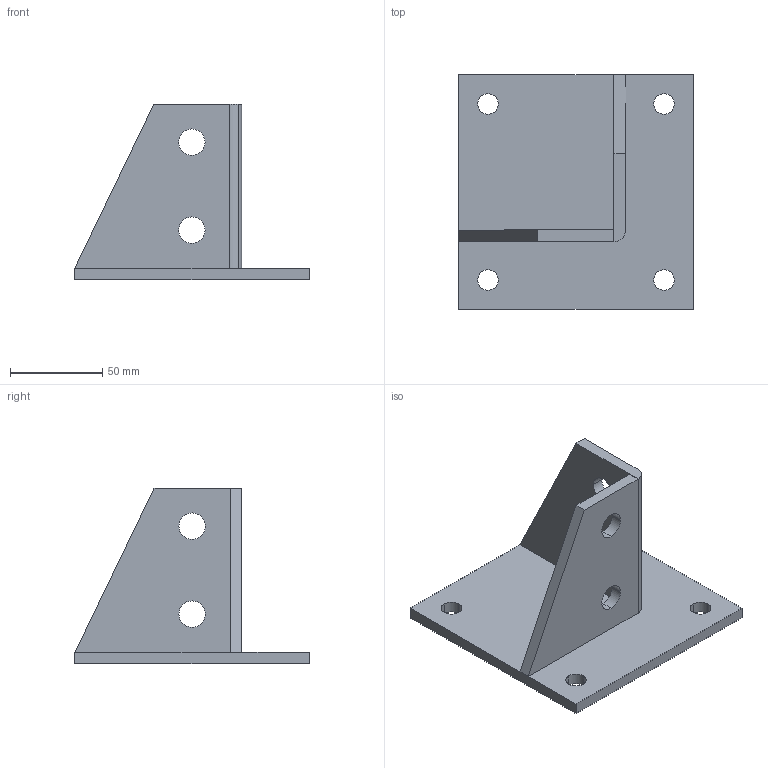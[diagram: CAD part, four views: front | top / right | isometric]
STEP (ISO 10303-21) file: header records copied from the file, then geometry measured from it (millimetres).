
FILE_DESCRIPTION(('TurboCAD Mac Pro'),'Build 980');
FILE_NAME('P1887.stp',' ',(''),(''),'ACIS Interop','IMSI','TurboCAD Mac Pro BY IMSI, INCORPORATED');
FILE_SCHEMA(('automotive_design'));
Length unit declared in the file: inch
Products named in the file (1): 1
Bounding box: 127.28 x 127.28 x 95.32 mm (x, y, z)
Volume: 170027.3 mm3; surface area: 60654.2 mm2
Topology: 1 solids, 1 shells, 49 faces, 136 edges, 89 vertices
Faces by surface type: bspline 32, plane 15, cylinder 2
Entity records: 2174 total; most frequent: CARTESIAN_POINT 691, ORIENTED_EDGE 272, EDGE_CURVE 136, DIRECTION 112, VERTEX_POINT 89, LINE 68, VECTOR 68, EDGE_LOOP 65
